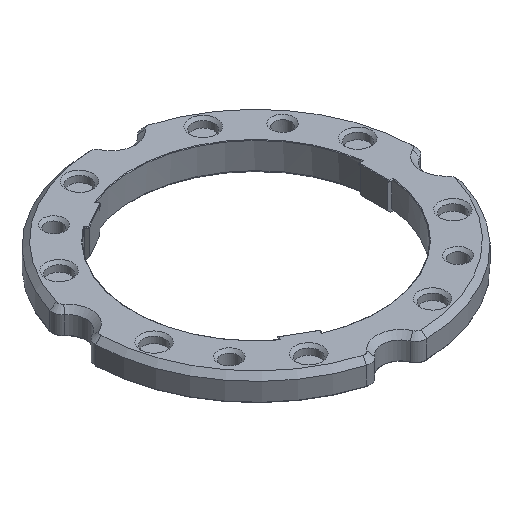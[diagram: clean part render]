
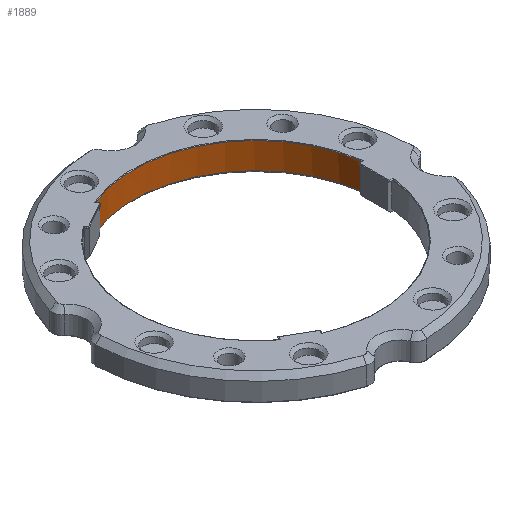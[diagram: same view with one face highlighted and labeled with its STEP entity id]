
A CAD part, isometric view. The second image highlights one B-rep face of the part: STEP entity #1889.
In plain terms, the highlighted cylindrical face has radius 23 mm (diameter 46 mm), a partial arc.
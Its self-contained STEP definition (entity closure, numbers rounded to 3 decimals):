
#83=B_SPLINE_CURVE_WITH_KNOTS('',3,(#3177,#3178,#3179,#3180,#3181,#3182,
#3183,#3184),.UNSPECIFIED.,.F.,.F.,(4,2,2,4),(0.03,0.034,
0.038,0.038),.UNSPECIFIED.);
#84=B_SPLINE_CURVE_WITH_KNOTS('',3,(#3193,#3194,#3195,#3196,#3197,#3198,
#3199,#3200),.UNSPECIFIED.,.F.,.F.,(4,2,2,4),(0.023,0.023,
0.026,0.03),.UNSPECIFIED.);
#100=ELLIPSE('',#2074,32.527,23.);
#101=ELLIPSE('',#2076,32.527,23.);
#114=CYLINDRICAL_SURFACE('',#2073,23.);
#191=CIRCLE('',#2071,23.);
#193=CIRCLE('',#2075,23.);
#320=FACE_OUTER_BOUND('',#453,.T.);
#453=EDGE_LOOP('',(#1429,#1430,#1431,#1432,#1433,#1434,#1435,#1436));
#560=LINE('',#2977,#677);
#605=LINE('',#3313,#722);
#677=VECTOR('',#2296,10.);
#722=VECTOR('',#2459,10.);
#795=VERTEX_POINT('',#2972);
#796=VERTEX_POINT('',#2976);
#865=VERTEX_POINT('',#3159);
#866=VERTEX_POINT('',#3176);
#867=VERTEX_POINT('',#3190);
#868=VERTEX_POINT('',#3192);
#878=VERTEX_POINT('',#3310);
#879=VERTEX_POINT('',#3312);
#975=EDGE_CURVE('',#795,#796,#560,.T.);
#1055=EDGE_CURVE('',#865,#866,#83,.T.);
#1060=EDGE_CURVE('',#868,#867,#84,.F.);
#1076=EDGE_CURVE('',#879,#878,#605,.F.);
#1088=EDGE_CURVE('',#879,#795,#191,.T.);
#1090=EDGE_CURVE('',#878,#866,#100,.F.);
#1091=EDGE_CURVE('',#868,#865,#193,.T.);
#1092=EDGE_CURVE('',#867,#796,#101,.F.);
#1429=ORIENTED_EDGE('',*,*,#1088,.F.);
#1430=ORIENTED_EDGE('',*,*,#1076,.T.);
#1431=ORIENTED_EDGE('',*,*,#1090,.T.);
#1432=ORIENTED_EDGE('',*,*,#1055,.F.);
#1433=ORIENTED_EDGE('',*,*,#1091,.F.);
#1434=ORIENTED_EDGE('',*,*,#1060,.T.);
#1435=ORIENTED_EDGE('',*,*,#1092,.T.);
#1436=ORIENTED_EDGE('',*,*,#975,.F.);
#1889=ADVANCED_FACE('',(#320),#114,.F.);
#2071=AXIS2_PLACEMENT_3D('',#3337,#2482,#2483);
#2073=AXIS2_PLACEMENT_3D('',#3339,#2486,#2487);
#2074=AXIS2_PLACEMENT_3D('',#3340,#2488,#2489);
#2075=AXIS2_PLACEMENT_3D('',#3341,#2490,#2491);
#2076=AXIS2_PLACEMENT_3D('',#3342,#2492,#2493);
#2296=DIRECTION('',(0.,0.,1.));
#2459=DIRECTION('',(0.,0.,-1.));
#2482=DIRECTION('center_axis',(0.,0.,
1.));
#2483=DIRECTION('ref_axis',(1.,0.,0.));
#2486=DIRECTION('center_axis',(0.,0.,-1.));
#2487=DIRECTION('ref_axis',(-1.,0.,0.));
#2488=DIRECTION('center_axis',(0.,0.707,-0.707));
#2489=DIRECTION('ref_axis',(0.,0.707,0.707));
#2490=DIRECTION('center_axis',(0.,0.,
-1.));
#2491=DIRECTION('ref_axis',(0.5,0.866,0.));
#2492=DIRECTION('center_axis',(0.612,0.354,-0.707));
#2493=DIRECTION('ref_axis',(-0.612,-0.354,-0.707));
#2972=CARTESIAN_POINT('',(-9.193,21.083,12.136));
#2976=CARTESIAN_POINT('',(-9.193,21.083,16.638));
#2977=CARTESIAN_POINT('',(-9.193,21.083,17.13));
#3159=CARTESIAN_POINT('',(22.813,2.93,17.03));
#3176=CARTESIAN_POINT('',(22.816,2.901,16.959));
#3177=CARTESIAN_POINT('Ctrl Pts',(22.813,2.93,17.03));
#3178=CARTESIAN_POINT('Ctrl Pts',(22.813,2.93,17.017));
#3179=CARTESIAN_POINT('Ctrl Pts',(22.813,2.928,17.004));
#3180=CARTESIAN_POINT('Ctrl Pts',(22.814,2.918,16.979));
#3181=CARTESIAN_POINT('Ctrl Pts',(22.815,2.91,16.968));
#3182=CARTESIAN_POINT('Ctrl Pts',(22.816,2.901,16.959));
#3183=CARTESIAN_POINT('Ctrl Pts',(22.816,2.901,16.959));
#3184=CARTESIAN_POINT('Ctrl Pts',(22.816,2.901,16.959));
#3190=CARTESIAN_POINT('',(-8.896,21.21,16.959));
#3192=CARTESIAN_POINT('',(-8.869,21.221,17.03));
#3193=CARTESIAN_POINT('Ctrl Pts',(-8.896,21.21,16.959));
#3194=CARTESIAN_POINT('Ctrl Pts',(-8.896,21.21,16.959));
#3195=CARTESIAN_POINT('Ctrl Pts',(-8.896,21.21,16.959));
#3196=CARTESIAN_POINT('Ctrl Pts',(-8.888,21.213,16.968));
#3197=CARTESIAN_POINT('Ctrl Pts',(-8.88,21.216,16.979));
#3198=CARTESIAN_POINT('Ctrl Pts',(-8.871,21.22,17.004));
#3199=CARTESIAN_POINT('Ctrl Pts',(-8.869,21.221,17.017));
#3200=CARTESIAN_POINT('Ctrl Pts',(-8.869,21.221,17.03));
#3310=CARTESIAN_POINT('',(22.855,2.58,16.638));
#3312=CARTESIAN_POINT('',(22.855,2.58,12.136));
#3313=CARTESIAN_POINT('',(22.855,2.58,17.13));
#3337=CARTESIAN_POINT('Origin',(0.,0.,
12.136));
#3339=CARTESIAN_POINT('Origin',(0.,0.,
17.13));
#3340=CARTESIAN_POINT('Origin',(0.,0.,
14.058));
#3341=CARTESIAN_POINT('Origin',(0.,0.,
17.03));
#3342=CARTESIAN_POINT('Origin',(0.,0.,
14.058));
